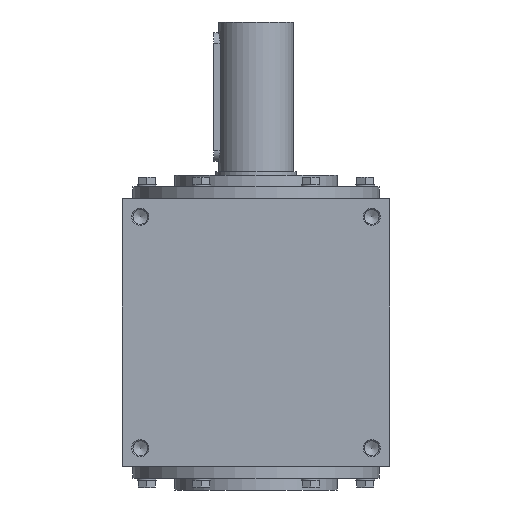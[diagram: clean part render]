
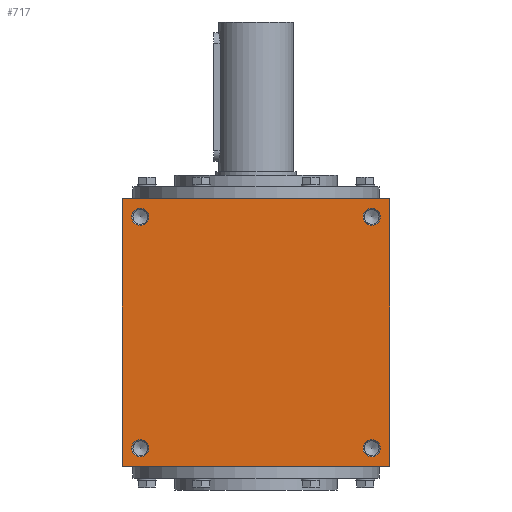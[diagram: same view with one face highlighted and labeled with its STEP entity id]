
A CAD part, left-side view. The second image highlights one B-rep face of the part: STEP entity #717.
In plain terms, the highlighted face is planar.
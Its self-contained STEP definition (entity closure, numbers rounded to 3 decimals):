
#717 = ADVANCED_FACE( '', ( #1436, #1437, #1438, #1439, #1440 ), #1441, .F. );
#1436 = FACE_BOUND( '', #2169, .T. );
#1437 = FACE_BOUND( '', #2170, .T. );
#1438 = FACE_BOUND( '', #2171, .T. );
#1439 = FACE_BOUND( '', #2172, .T. );
#1440 = FACE_OUTER_BOUND( '', #2173, .T. );
#1441 = PLANE( '', #2174 );
#2169 = EDGE_LOOP( '', ( #3372 ) );
#2170 = EDGE_LOOP( '', ( #3373 ) );
#2171 = EDGE_LOOP( '', ( #3374 ) );
#2172 = EDGE_LOOP( '', ( #3375 ) );
#2173 = EDGE_LOOP( '', ( #3376, #3377, #3378, #3379 ) );
#2174 = AXIS2_PLACEMENT_3D( '', #3380, #3381, #3382 );
#3372 = ORIENTED_EDGE( '', *, *, #4241, .F. );
#3373 = ORIENTED_EDGE( '', *, *, #3842, .T. );
#3374 = ORIENTED_EDGE( '', *, *, #4163, .F. );
#3375 = ORIENTED_EDGE( '', *, *, #4242, .T. );
#3376 = ORIENTED_EDGE( '', *, *, #3898, .F. );
#3377 = ORIENTED_EDGE( '', *, *, #3934, .F. );
#3378 = ORIENTED_EDGE( '', *, *, #4243, .F. );
#3379 = ORIENTED_EDGE( '', *, *, #4180, .F. );
#3380 = CARTESIAN_POINT( '', ( 0., 0., -125. ) );
#3381 = DIRECTION( '', ( 0., 0., 1. ) );
#3382 = DIRECTION( '', ( 1., 0., 0. ) );
#3842 = EDGE_CURVE( '', #4406, #4406, #4407, .T. );
#3898 = EDGE_CURVE( '', #4499, #4500, #4501, .T. );
#3934 = EDGE_CURVE( '', #4560, #4499, #4561, .T. );
#4163 = EDGE_CURVE( '', #4904, #4904, #4905, .T. );
#4180 = EDGE_CURVE( '', #4500, #4925, #4926, .T. );
#4241 = EDGE_CURVE( '', #4997, #4997, #4998, .T. );
#4242 = EDGE_CURVE( '', #4999, #4999, #5000, .T. );
#4243 = EDGE_CURVE( '', #4925, #4560, #5001, .T. );
#4406 = VERTEX_POINT( '', #5193 );
#4407 = CIRCLE( '', #5194, 8. );
#4499 = VERTEX_POINT( '', #5301 );
#4500 = VERTEX_POINT( '', #5302 );
#4501 = LINE( '', #5303, #5304 );
#4560 = VERTEX_POINT( '', #5381 );
#4561 = LINE( '', #5382, #5383 );
#4904 = VERTEX_POINT( '', #5898 );
#4905 = CIRCLE( '', #5899, 8. );
#4925 = VERTEX_POINT( '', #5920 );
#4926 = LINE( '', #5921, #5922 );
#4997 = VERTEX_POINT( '', #6016 );
#4998 = CIRCLE( '', #6017, 8. );
#4999 = VERTEX_POINT( '', #6018 );
#5000 = CIRCLE( '', #6019, 8. );
#5001 = LINE( '', #6020, #6021 );
#5193 = CARTESIAN_POINT( '', ( 116., 108., -125. ) );
#5194 = AXIS2_PLACEMENT_3D( '', #6192, #6193, #6194 );
#5301 = CARTESIAN_POINT( '', ( -125., 125., -125. ) );
#5302 = CARTESIAN_POINT( '', ( -125., -125., -125. ) );
#5303 = CARTESIAN_POINT( '', ( -125., 125., -125. ) );
#5304 = VECTOR( '', #6299, 1000. );
#5381 = CARTESIAN_POINT( '', ( 125., 125., -125. ) );
#5382 = CARTESIAN_POINT( '', ( 125., 125., -125. ) );
#5383 = VECTOR( '', #6356, 1000. );
#5898 = CARTESIAN_POINT( '', ( -116., -108., -125. ) );
#5899 = AXIS2_PLACEMENT_3D( '', #6741, #6742, #6743 );
#5920 = CARTESIAN_POINT( '', ( 125., -125., -125. ) );
#5921 = CARTESIAN_POINT( '', ( -125., -125., -125. ) );
#5922 = VECTOR( '', #6763, 1000. );
#6016 = CARTESIAN_POINT( '', ( -116., 108., -125. ) );
#6017 = AXIS2_PLACEMENT_3D( '', #6839, #6840, #6841 );
#6018 = CARTESIAN_POINT( '', ( 116., -108., -125. ) );
#6019 = AXIS2_PLACEMENT_3D( '', #6842, #6843, #6844 );
#6020 = CARTESIAN_POINT( '', ( 125., -125., -125. ) );
#6021 = VECTOR( '', #6845, 1000. );
#6192 = CARTESIAN_POINT( '', ( 108., 108., -125. ) );
#6193 = DIRECTION( '', ( 0., 0., 1. ) );
#6194 = DIRECTION( '', ( 1., 0., 0. ) );
#6299 = DIRECTION( '', ( 0., -1., 0. ) );
#6356 = DIRECTION( '', ( -1., 0., 0. ) );
#6741 = CARTESIAN_POINT( '', ( -108., -108., -125. ) );
#6742 = DIRECTION( '', ( 0., 0., -1. ) );
#6743 = DIRECTION( '', ( -1., 0., 0. ) );
#6763 = DIRECTION( '', ( 1., 0., 0. ) );
#6839 = CARTESIAN_POINT( '', ( -108., 108., -125. ) );
#6840 = DIRECTION( '', ( 0., 0., -1. ) );
#6841 = DIRECTION( '', ( -1., 0., 0. ) );
#6842 = CARTESIAN_POINT( '', ( 108., -108., -125. ) );
#6843 = DIRECTION( '', ( 0., 0., 1. ) );
#6844 = DIRECTION( '', ( 1., 0., 0. ) );
#6845 = DIRECTION( '', ( 0., 1., 0. ) );
